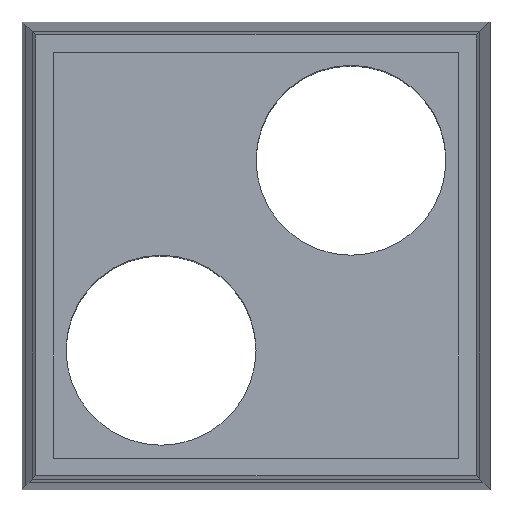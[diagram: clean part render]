
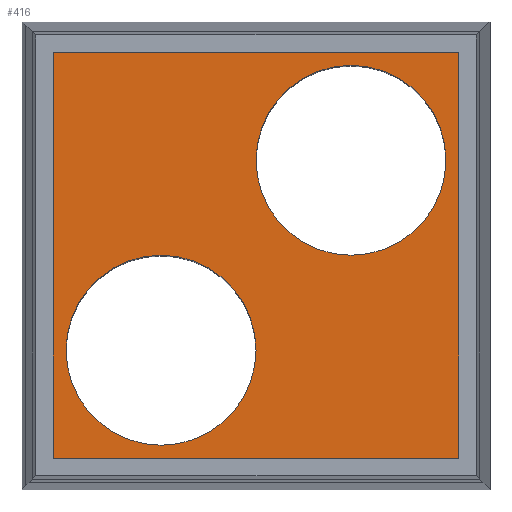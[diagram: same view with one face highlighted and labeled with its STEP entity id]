
A CAD part, top view. The second image highlights one B-rep face of the part: STEP entity #416.
In plain terms, the highlighted planar face has unit normal (0, 0, 1).
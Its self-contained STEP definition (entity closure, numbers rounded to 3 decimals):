
#226=PLANE('',#1056);
#266=LINE('',#1299,#334);
#267=LINE('',#1302,#335);
#268=LINE('',#1304,#336);
#269=LINE('',#1306,#337);
#334=VECTOR('',#1116,1.);
#335=VECTOR('',#1117,1.);
#336=VECTOR('',#1118,1.);
#337=VECTOR('',#1119,1.);
#416=ADVANCED_FACE('',(#478,#479,#480),#226,.T.);
#478=FACE_BOUND('',#503,.T.);
#479=FACE_BOUND('',#504,.T.);
#480=FACE_BOUND('',#505,.T.);
#503=EDGE_LOOP('',(#575));
#504=EDGE_LOOP('',(#576,#577,#578,#579));
#505=EDGE_LOOP('',(#580));
#575=ORIENTED_EDGE('',*,*,#913,.T.);
#576=ORIENTED_EDGE('',*,*,#917,.F.);
#577=ORIENTED_EDGE('',*,*,#918,.F.);
#578=ORIENTED_EDGE('',*,*,#919,.T.);
#579=ORIENTED_EDGE('',*,*,#920,.T.);
#580=ORIENTED_EDGE('',*,*,#915,.T.);
#827=VERTEX_POINT('',#1290);
#829=VERTEX_POINT('',#1295);
#831=VERTEX_POINT('',#1300);
#832=VERTEX_POINT('',#1301);
#833=VERTEX_POINT('',#1303);
#834=VERTEX_POINT('',#1305);
#913=EDGE_CURVE('',#827,#827,#1041,.T.);
#915=EDGE_CURVE('',#829,#829,#1043,.T.);
#917=EDGE_CURVE('',#831,#832,#266,.T.);
#918=EDGE_CURVE('',#833,#831,#267,.T.);
#919=EDGE_CURVE('',#833,#834,#268,.T.);
#920=EDGE_CURVE('',#834,#832,#269,.T.);
#1041=CIRCLE('',#1050,4.);
#1043=CIRCLE('',#1053,4.);
#1050=AXIS2_PLACEMENT_3D('',#1289,#1104,#1105);
#1053=AXIS2_PLACEMENT_3D('',#1294,#1110,#1111);
#1056=AXIS2_PLACEMENT_3D('',#1307,#1120,#1121);
#1104=DIRECTION('',(0.,0.,-1.));
#1105=DIRECTION('',(-1.,0.,0.));
#1110=DIRECTION('',(0.,0.,-1.));
#1111=DIRECTION('',(-1.,0.,0.));
#1116=DIRECTION('',(-1.,0.,0.));
#1117=DIRECTION('',(0.,-1.,0.));
#1118=DIRECTION('',(-1.,0.,0.));
#1119=DIRECTION('',(0.,-1.,0.));
#1120=DIRECTION('',(0.,0.,1.));
#1121=DIRECTION('',(-1.,0.,0.));
#1289=CARTESIAN_POINT('',(-4.,-4.,17.5));
#1290=CARTESIAN_POINT('',(-8.,-4.,17.5));
#1294=CARTESIAN_POINT('',(4.002,4.002,17.5));
#1295=CARTESIAN_POINT('',(0.002,4.002,17.5));
#1299=CARTESIAN_POINT('',(8.75,-8.55,17.5));
#1300=CARTESIAN_POINT('',(8.55,-8.55,17.5));
#1301=CARTESIAN_POINT('',(-8.55,-8.55,17.5));
#1302=CARTESIAN_POINT('',(8.55,11.,17.5));
#1303=CARTESIAN_POINT('',(8.55,8.55,17.5));
#1304=CARTESIAN_POINT('',(11.,8.55,17.5));
#1305=CARTESIAN_POINT('',(-8.55,8.55,17.5));
#1306=CARTESIAN_POINT('',(-8.55,11.,17.5));
#1307=CARTESIAN_POINT('',(8.75,11.,17.5));
